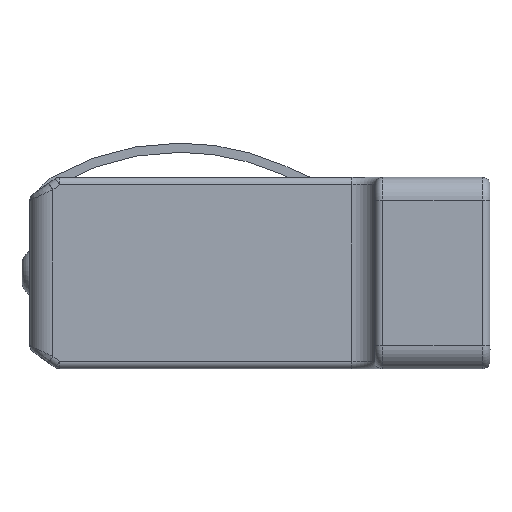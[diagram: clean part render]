
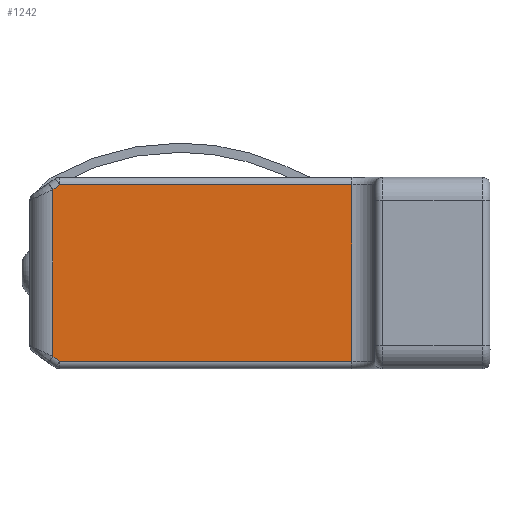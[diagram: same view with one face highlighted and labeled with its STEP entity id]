
A CAD part, left-side view. The second image highlights one B-rep face of the part: STEP entity #1242.
In plain terms, the highlighted planar face has unit normal (-1, 0, 0).
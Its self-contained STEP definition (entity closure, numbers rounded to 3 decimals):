
#1242=ADVANCED_FACE('NONE',(#3633),#3634,.F.);
#1302=VERTEX_POINT('NONE',#3701);
#1482=EDGE_CURVE('NONE',#2960,#1652,#3903,.T.);
#1652=VERTEX_POINT('NONE',#4094);
#2142=EDGE_CURVE('NONE',#1302,#2372,#4640,.T.);
#2372=VERTEX_POINT('NONE',#4889);
#2376=VERTEX_POINT('NONE',#4894);
#2416=EDGE_CURVE('NONE',#2626,#1302,#4938,.T.);
#2590=EDGE_CURVE('NONE',#2372,#2376,#5133,.F.);
#2626=VERTEX_POINT('NONE',#5173);
#2732=EDGE_CURVE('NONE',#1652,#2626,#5300,.T.);
#2780=EDGE_CURVE('NONE',#2376,#2960,#5353,.T.);
#2960=VERTEX_POINT('NONE',#5557);
#3633=FACE_OUTER_BOUND('',#6320,.T.);
#3634=PLANE('',#6321);
#3701=CARTESIAN_POINT('',(-11.5,57.0,10.88));
#3903=LINE('',#8172,#8173);
#4094=CARTESIAN_POINT('',(-11.5,56.114,-11.5));
#4640=LINE('',#12922,#12923);
#4889=CARTESIAN_POINT('',(-11.5,56.114,11.5));
#4894=CARTESIAN_POINT('',(-11.5,18.,11.5));
#4938=LINE('',#15625,#15626);
#5133=LINE('',#16581,#16582);
#5173=CARTESIAN_POINT('',(-11.5,57.0,-10.88));
#5300=LINE('',#17927,#17928);
#5353=LINE('',#19100,#19101);
#5557=CARTESIAN_POINT('',(-11.5,18.,-11.5));
#6320=EDGE_LOOP('',(#27846,#27847,#27848,#27849,#27850,#27851));
#6321=AXIS2_PLACEMENT_3D('',#27852,#27853,#27854);
#8172=CARTESIAN_POINT('',(-11.5,60.0,-11.5));
#8173=VECTOR('',#28172,1.0);
#12922=CARTESIAN_POINT('',(-11.5,69.998,1.779));
#12923=VECTOR('',#29069,1.0);
#15625=CARTESIAN_POINT('',(-11.5,57.0,12.5));
#15626=VECTOR('',#29380,1.0);
#16581=CARTESIAN_POINT('',(-11.5,15.0,11.5));
#16582=VECTOR('',#29617,1.0);
#17927=CARTESIAN_POINT('',(-11.5,59.426,-9.181));
#17928=VECTOR('',#29876,1.0);
#19100=CARTESIAN_POINT('',(-11.5,18.,-12.5));
#19101=VECTOR('',#29930,1.0);
#27846=ORIENTED_EDGE('',*,*,#2142,.F.);
#27847=ORIENTED_EDGE('',*,*,#2416,.F.);
#27848=ORIENTED_EDGE('',*,*,#2732,.F.);
#27849=ORIENTED_EDGE('',*,*,#1482,.F.);
#27850=ORIENTED_EDGE('',*,*,#2780,.F.);
#27851=ORIENTED_EDGE('',*,*,#2590,.F.);
#27852=CARTESIAN_POINT('',(-11.5,60.0,-12.5));
#27853=DIRECTION('',(1.0,0.0,0.0));
#27854=DIRECTION('',(0.0,1.0,-0.0));
#28172=DIRECTION('',(0.0,1.0,0.0));
#29069=DIRECTION('',(0.,-0.819,0.574));
#29380=DIRECTION('',(0.0,-0.0,1.0));
#29617=DIRECTION('',(0.0,1.0,0.0));
#29876=DIRECTION('',(0.,0.819,0.574));
#29930=DIRECTION('',(0.0,0.0,-1.0));
